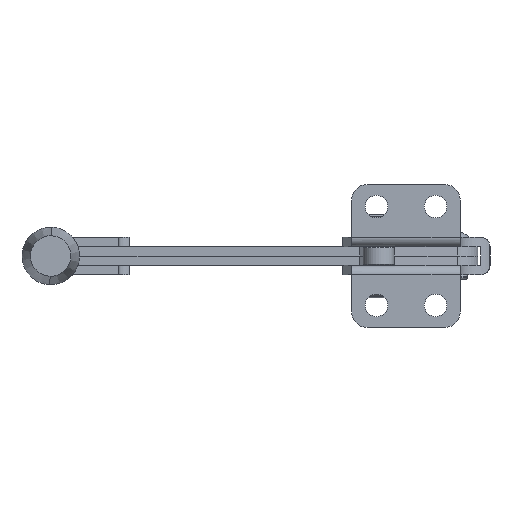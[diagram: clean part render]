
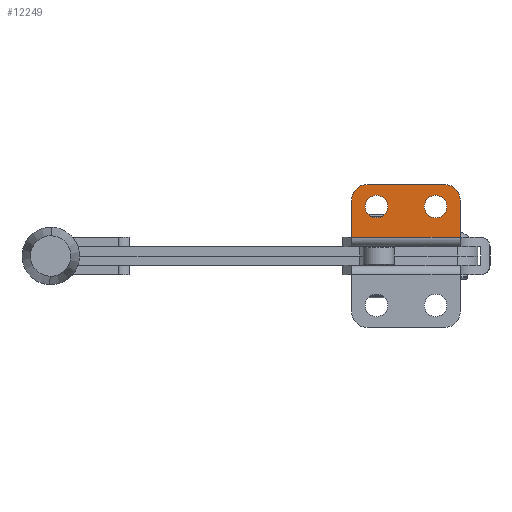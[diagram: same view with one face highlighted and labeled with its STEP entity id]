
A CAD part, front view. The second image highlights one B-rep face of the part: STEP entity #12249.
In plain terms, the highlighted planar face has unit normal (0, -1, 0).
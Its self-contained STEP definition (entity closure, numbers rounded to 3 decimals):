
#135 = CARTESIAN_POINT ( 'NONE',  ( -34.9, 0., 12. ) ) ;
#280 = DIRECTION ( 'NONE',  ( 1., 0., 0. ) ) ;
#820 = VECTOR ( 'NONE', #2888, 1000. ) ;
#1771 = AXIS2_PLACEMENT_3D ( 'NONE', #15693, #34855, #18458 ) ;
#1917 = DIRECTION ( 'NONE',  ( 0., 1., 0. ) ) ;
#2225 = PLANE ( 'NONE',  #25227 ) ;
#2786 = EDGE_CURVE ( 'NONE', #3669, #6019, #27161, .T. ) ;
#2848 = AXIS2_PLACEMENT_3D ( 'NONE', #3138, #22334, #5909 ) ;
#2888 = DIRECTION ( 'NONE',  ( 0., 0., -1. ) ) ;
#3138 = CARTESIAN_POINT ( 'NONE',  ( -7.9, 0., 21.9 ) ) ;
#3210 = CARTESIAN_POINT ( 'NONE',  ( -23.3, 0., 21.9 ) ) ;
#3669 = VERTEX_POINT ( 'NONE', #3210 ) ;
#5004 = DIRECTION ( 'NONE',  ( 0., 1., 0. ) ) ;
#5171 = EDGE_CURVE ( 'NONE', #27820, #26004, #11572, .T. ) ;
#5909 = DIRECTION ( 'NONE',  ( -1., 0., 0. ) ) ;
#6019 = VERTEX_POINT ( 'NONE', #12784 ) ;
#6259 = VERTEX_POINT ( 'NONE', #8562 ) ;
#6585 = EDGE_CURVE ( 'NONE', #6259, #12565, #14987, .T. ) ;
#6876 = CARTESIAN_POINT ( 'NONE',  ( -4.3, 0., 21.9 ) ) ;
#7046 = DIRECTION ( 'NONE',  ( 0., 1., 0. ) ) ;
#7511 = VECTOR ( 'NONE', #12410, 1000. ) ;
#8418 = CARTESIAN_POINT ( 'NONE',  ( 0., 0., 12. ) ) ;
#8562 = CARTESIAN_POINT ( 'NONE',  ( 0., 0., 24. ) ) ;
#9509 = VERTEX_POINT ( 'NONE', #31368 ) ;
#10146 = VERTEX_POINT ( 'NONE', #23880 ) ;
#10440 = ORIENTED_EDGE ( 'NONE', *, *, #21769, .F. ) ;
#10647 = CARTESIAN_POINT ( 'NONE',  ( 0., 0., 12. ) ) ;
#11167 = AXIS2_PLACEMENT_3D ( 'NONE', #18351, #1917, #21123 ) ;
#11572 = LINE ( 'NONE', #8418, #25333 ) ;
#12002 = FACE_BOUND ( 'NONE', #15271, .T. ) ;
#12249 = ADVANCED_FACE ( 'NONE', ( #34762, #26632, #12002 ), #2225, .F. ) ;
#12373 = DIRECTION ( 'NONE',  ( 0., 1., 0. ) ) ;
#12410 = DIRECTION ( 'NONE',  ( 1., 0., 0. ) ) ;
#12565 = VERTEX_POINT ( 'NONE', #32508 ) ;
#12784 = CARTESIAN_POINT ( 'NONE',  ( -30.5, 0., 21.9 ) ) ;
#13232 = DIRECTION ( 'NONE',  ( 0., -1., 0. ) ) ;
#13593 = VECTOR ( 'NONE', #29843, 1000. ) ;
#13749 = EDGE_CURVE ( 'NONE', #10146, #27820, #29970, .T. ) ;
#14590 = EDGE_LOOP ( 'NONE', ( #15334, #18381, #10440, #18581, #32661, #31855 ) ) ;
#14789 = LINE ( 'NONE', #23350, #7511 ) ;
#14987 = CIRCLE ( 'NONE', #19129, 5. ) ;
#15271 = EDGE_LOOP ( 'NONE', ( #19991, #20465 ) ) ;
#15334 = ORIENTED_EDGE ( 'NONE', *, *, #13749, .T. ) ;
#15693 = CARTESIAN_POINT ( 'NONE',  ( -29.9, 0., 24. ) ) ;
#15971 = AXIS2_PLACEMENT_3D ( 'NONE', #28799, #12373, #31568 ) ;
#16686 = CIRCLE ( 'NONE', #15971, 3.6 ) ;
#16834 = EDGE_CURVE ( 'NONE', #34674, #21588, #19996, .T. ) ;
#18351 = CARTESIAN_POINT ( 'NONE',  ( -26.9, 0., 21.9 ) ) ;
#18381 = ORIENTED_EDGE ( 'NONE', *, *, #5171, .T. ) ;
#18458 = DIRECTION ( 'NONE',  ( -1., 0., 0. ) ) ;
#18581 = ORIENTED_EDGE ( 'NONE', *, *, #6585, .T. ) ;
#18594 = EDGE_CURVE ( 'NONE', #9509, #10146, #29807, .T. ) ;
#19012 = EDGE_CURVE ( 'NONE', #9509, #12565, #14789, .T. ) ;
#19129 = AXIS2_PLACEMENT_3D ( 'NONE', #29647, #13232, #32413 ) ;
#19991 = ORIENTED_EDGE ( 'NONE', *, *, #33619, .T. ) ;
#19996 = CIRCLE ( 'NONE', #2848, 3.6 ) ;
#20465 = ORIENTED_EDGE ( 'NONE', *, *, #2786, .T. ) ;
#20822 = EDGE_LOOP ( 'NONE', ( #23024, #28082 ) ) ;
#21123 = DIRECTION ( 'NONE',  ( -1., 0., 0. ) ) ;
#21588 = VERTEX_POINT ( 'NONE', #6876 ) ;
#21769 = EDGE_CURVE ( 'NONE', #6259, #26004, #21786, .T. ) ;
#21786 = LINE ( 'NONE', #10647, #13593 ) ;
#22334 = DIRECTION ( 'NONE',  ( 0., 1., 0. ) ) ;
#22967 = AXIS2_PLACEMENT_3D ( 'NONE', #23463, #7046, #26224 ) ;
#23024 = ORIENTED_EDGE ( 'NONE', *, *, #16834, .T. ) ;
#23350 = CARTESIAN_POINT ( 'NONE',  ( -34.9, 0., 29. ) ) ;
#23463 = CARTESIAN_POINT ( 'NONE',  ( -26.9, 0., 21.9 ) ) ;
#23880 = CARTESIAN_POINT ( 'NONE',  ( -34.9, 0., 24. ) ) ;
#24165 = DIRECTION ( 'NONE',  ( -1., 0., 0. ) ) ;
#25227 = AXIS2_PLACEMENT_3D ( 'NONE', #32302, #5004, #24165 ) ;
#25333 = VECTOR ( 'NONE', #280, 1000. ) ;
#26004 = VERTEX_POINT ( 'NONE', #32871 ) ;
#26224 = DIRECTION ( 'NONE',  ( -1., 0., 0. ) ) ;
#26632 = FACE_BOUND ( 'NONE', #20822, .T. ) ;
#27161 = CIRCLE ( 'NONE', #22967, 3.6 ) ;
#27820 = VERTEX_POINT ( 'NONE', #30509 ) ;
#28082 = ORIENTED_EDGE ( 'NONE', *, *, #31206, .T. ) ;
#28799 = CARTESIAN_POINT ( 'NONE',  ( -7.9, 0., 21.9 ) ) ;
#29647 = CARTESIAN_POINT ( 'NONE',  ( -5., 0., 24. ) ) ;
#29807 = CIRCLE ( 'NONE', #1771, 5. ) ;
#29843 = DIRECTION ( 'NONE',  ( 0., 0., -1. ) ) ;
#29970 = LINE ( 'NONE', #135, #820 ) ;
#30509 = CARTESIAN_POINT ( 'NONE',  ( -34.9, 0., 12. ) ) ;
#31206 = EDGE_CURVE ( 'NONE', #21588, #34674, #16686, .T. ) ;
#31368 = CARTESIAN_POINT ( 'NONE',  ( -29.9, 0., 29. ) ) ;
#31568 = DIRECTION ( 'NONE',  ( -1., 0., 0. ) ) ;
#31855 = ORIENTED_EDGE ( 'NONE', *, *, #18594, .T. ) ;
#32302 = CARTESIAN_POINT ( 'NONE',  ( 0., 0., 12. ) ) ;
#32413 = DIRECTION ( 'NONE',  ( -1., 0., 0. ) ) ;
#32508 = CARTESIAN_POINT ( 'NONE',  ( -5., 0., 29. ) ) ;
#32661 = ORIENTED_EDGE ( 'NONE', *, *, #19012, .F. ) ;
#32871 = CARTESIAN_POINT ( 'NONE',  ( 0., 0., 12. ) ) ;
#33206 = CIRCLE ( 'NONE', #11167, 3.6 ) ;
#33619 = EDGE_CURVE ( 'NONE', #6019, #3669, #33206, .T. ) ;
#33833 = CARTESIAN_POINT ( 'NONE',  ( -11.5, 0., 21.9 ) ) ;
#34674 = VERTEX_POINT ( 'NONE', #33833 ) ;
#34762 = FACE_OUTER_BOUND ( 'NONE', #14590, .T. ) ;
#34855 = DIRECTION ( 'NONE',  ( 0., -1., 0. ) ) ;
